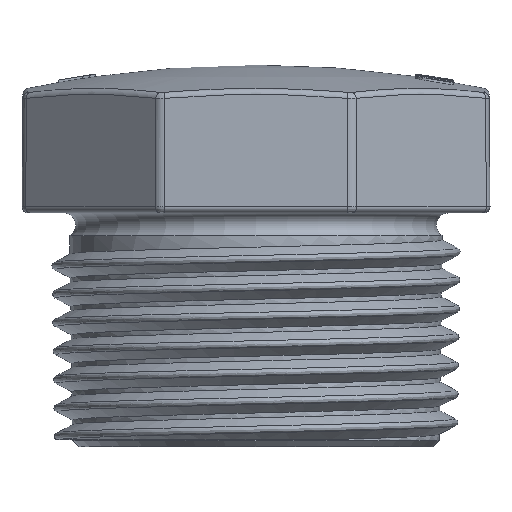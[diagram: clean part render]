
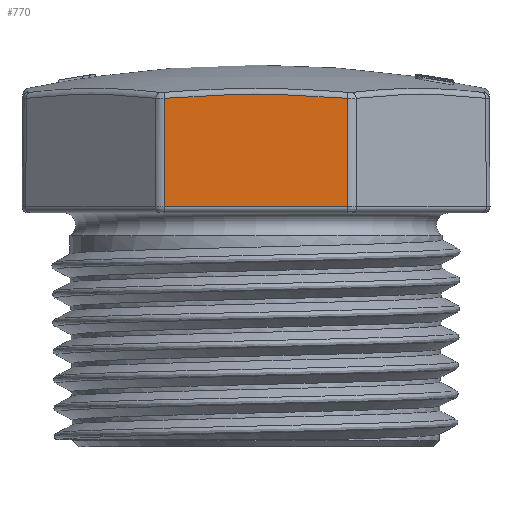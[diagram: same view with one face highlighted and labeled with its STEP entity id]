
A CAD part, front view. The second image highlights one B-rep face of the part: STEP entity #770.
In plain terms, the highlighted planar face has unit normal (0, -1, 0.009).
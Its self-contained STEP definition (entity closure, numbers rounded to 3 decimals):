
#169=PLANE('',#3471);
#238=FACE_OUTER_BOUND('',#1027,.T.);
#423=LINE('',#5352,#569);
#424=LINE('',#5357,#570);
#425=LINE('',#5359,#571);
#569=VECTOR('',#3842,1.);
#570=VECTOR('',#3845,1.);
#571=VECTOR('',#3846,1.);
#770=ADVANCED_FACE('',(#238),#169,.T.);
#1027=EDGE_LOOP('',(#1559,#1560,#1561,#1562));
#1559=ORIENTED_EDGE('',*,*,#2859,.T.);
#1560=ORIENTED_EDGE('',*,*,#2860,.T.);
#1561=ORIENTED_EDGE('',*,*,#2861,.T.);
#1562=ORIENTED_EDGE('',*,*,#2862,.T.);
#2539=VERTEX_POINT('',#5353);
#2540=VERTEX_POINT('',#5354);
#2541=VERTEX_POINT('',#5356);
#2542=VERTEX_POINT('',#5358);
#2859=EDGE_CURVE('',#2539,#2540,#423,.T.);
#2860=EDGE_CURVE('',#2540,#2541,#3294,.T.);
#2861=EDGE_CURVE('',#2541,#2542,#424,.T.);
#2862=EDGE_CURVE('',#2542,#2539,#425,.T.);
#3294=CIRCLE('',#3470,88.697);
#3470=AXIS2_PLACEMENT_3D('',#5355,#3843,#3844);
#3471=AXIS2_PLACEMENT_3D('',#5360,#3847,#3848);
#3842=DIRECTION('',(-0.004,0.009,1.));
#3843=DIRECTION('',(0.,-1.,0.009));
#3844=DIRECTION('',(0.,-0.009,-1.));
#3845=DIRECTION('',(-0.004,-0.009,-1.));
#3846=DIRECTION('',(1.,0.,0.));
#3847=DIRECTION('',(0.,-1.,0.009));
#3848=DIRECTION('',(0.,-0.009,-1.));
#5352=CARTESIAN_POINT('',(93.456,-19.,19.56));
#5353=CARTESIAN_POINT('',(93.456,-19.,19.504));
#5354=CARTESIAN_POINT('',(93.424,-18.923,28.304));
#5355=CARTESIAN_POINT('',(86.,-19.695,-60.078));
#5356=CARTESIAN_POINT('',(78.576,-18.923,28.304));
#5357=CARTESIAN_POINT('',(78.544,-19.,19.503));
#5358=CARTESIAN_POINT('',(78.544,-19.,19.504));
#5359=CARTESIAN_POINT('',(78.13,-19.,19.504));
#5360=CARTESIAN_POINT('',(78.13,-19.,19.504));
